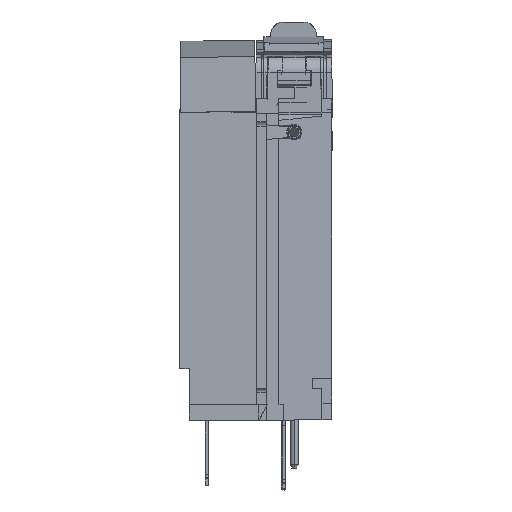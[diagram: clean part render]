
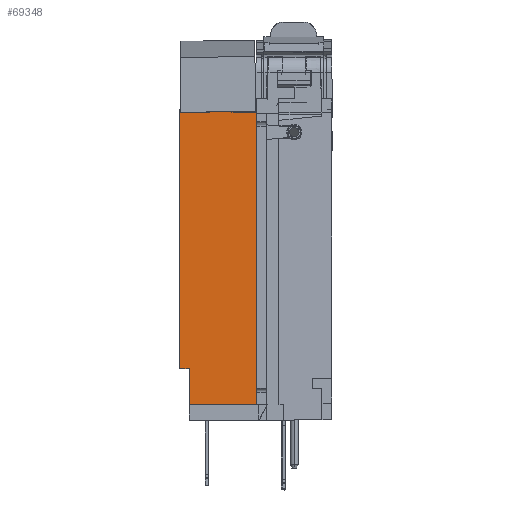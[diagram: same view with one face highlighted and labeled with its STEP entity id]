
A CAD part, left-side view. The second image highlights one B-rep face of the part: STEP entity #69348.
In plain terms, the highlighted planar face has unit normal (-1, 0, 0).
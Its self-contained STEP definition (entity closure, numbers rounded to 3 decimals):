
#67171=DIRECTION('',(0.,0.,1.));
#67172=VECTOR('',#67171,23.5);
#67173=CARTESIAN_POINT('',(-40.9,156.697,
-129.2));
#67174=LINE('',#67173,#67172);
#67178=DIRECTION('',(0.,0.,1.));
#67179=VECTOR('',#67178,167.);
#67180=CARTESIAN_POINT('',(-40.9,162.697,
-105.7));
#67181=LINE('',#67180,#67179);
#67185=DIRECTION('',(0.,-1.,0.));
#67186=VECTOR('',#67185,15.947);
#67187=CARTESIAN_POINT('',(-40.9,162.697,
61.3));
#67188=LINE('',#67187,#67186);
#67192=DIRECTION('',(0.,-1.,0.));
#67193=VECTOR('',#67192,16.059);
#67194=CARTESIAN_POINT('',(-40.9,128.756,
61.3));
#67195=LINE('',#67194,#67193);
#67199=DIRECTION('',(0.,0.,-1.));
#67200=VECTOR('',#67199,186.5);
#67201=CARTESIAN_POINT('',(-40.9,112.697,
61.3));
#67202=LINE('',#67201,#67200);
#67206=DIRECTION('',(0.,-0.009,-1.));
#67207=VECTOR('',#67206,4.);
#67208=CARTESIAN_POINT('',(-40.9,112.709,
-125.2));
#67209=LINE('',#67208,#67207);
#67234=DIRECTION('',(0.,-1.,0.));
#67235=VECTOR('',#67234,44.023);
#67236=CARTESIAN_POINT('',(-40.9,156.697,
-129.2));
#67237=LINE('',#67236,#67235);
#67738=DIRECTION('',(0.,-1.,0.));
#67739=VECTOR('',#67738,6.);
#67740=CARTESIAN_POINT('',(-40.9,162.697,
-105.7));
#67741=LINE('',#67740,#67739);
#67766=DIRECTION('',(0.,-0.048,-0.999));
#67767=VECTOR('',#67766,0.139);
#67768=CARTESIAN_POINT('',(-40.9,146.757,
61.439));
#67769=LINE('',#67768,#67767);
#67949=DIRECTION('',(0.,0.009,1.));
#67950=VECTOR('',#67949,0.296);
#67951=CARTESIAN_POINT('',(-40.9,128.756,
61.3));
#67952=LINE('',#67951,#67950);
#67984=DIRECTION('',(0.,1.,-0.009));
#67985=VECTOR('',#67984,17.999);
#67986=CARTESIAN_POINT('',(-40.9,128.758,
61.596));
#67987=LINE('',#67986,#67985);
#68781=CARTESIAN_POINT('',(-40.9,112.697,
61.3));
#68782=CARTESIAN_POINT('',(-40.9,112.709,
-125.2));
#68783=VERTEX_POINT('',#68781);
#68784=VERTEX_POINT('',#68782);
#68785=CARTESIAN_POINT('',(-40.9,112.674,
-129.2));
#68786=VERTEX_POINT('',#68785);
#68915=CARTESIAN_POINT('',(-40.9,146.75,
61.3));
#68916=VERTEX_POINT('',#68915);
#68917=CARTESIAN_POINT('',(-40.9,162.697,
61.3));
#68918=VERTEX_POINT('',#68917);
#68929=CARTESIAN_POINT('',(-40.9,162.697,
-105.7));
#68930=VERTEX_POINT('',#68929);
#68945=CARTESIAN_POINT('',(-40.9,146.757,
61.439));
#68946=VERTEX_POINT('',#68945);
#68947=CARTESIAN_POINT('',(-40.9,128.758,
61.596));
#68948=VERTEX_POINT('',#68947);
#68949=CARTESIAN_POINT('',(-40.9,128.756,
61.3));
#68950=VERTEX_POINT('',#68949);
#68951=CARTESIAN_POINT('',(-40.9,156.697,
-129.2));
#68952=CARTESIAN_POINT('',(-40.9,156.697,
-105.7));
#68953=VERTEX_POINT('',#68951);
#68954=VERTEX_POINT('',#68952);
#69321=CARTESIAN_POINT('',(-40.9,128.758,
61.596));
#69322=DIRECTION('',(-1.,0.,0.));
#69323=DIRECTION('',(0.,1.,-0.009));
#69324=AXIS2_PLACEMENT_3D('',#69321,#69322,#69323);
#69325=PLANE('',#69324);
#69327=ORIENTED_EDGE('',*,*,#69326,.F.);
#69329=ORIENTED_EDGE('',*,*,#69328,.T.);
#69331=ORIENTED_EDGE('',*,*,#69330,.F.);
#69332=ORIENTED_EDGE('',*,*,#69213,.T.);
#69333=ORIENTED_EDGE('',*,*,#69183,.T.);
#69335=ORIENTED_EDGE('',*,*,#69334,.F.);
#69337=ORIENTED_EDGE('',*,*,#69336,.F.);
#69339=ORIENTED_EDGE('',*,*,#69338,.F.);
#69341=ORIENTED_EDGE('',*,*,#69340,.T.);
#69343=ORIENTED_EDGE('',*,*,#69342,.T.);
#69345=ORIENTED_EDGE('',*,*,#69344,.T.);
#69346=EDGE_LOOP('',(#69327,#69329,#69331,#69332,#69333,#69335,#69337,#69339,
#69341,#69343,#69345));
#69347=FACE_OUTER_BOUND('',#69346,.F.);
#69183=EDGE_CURVE('',#68918,#68916,#67188,.T.);
#69213=EDGE_CURVE('',#68930,#68918,#67181,.T.);
#69326=EDGE_CURVE('',#68953,#68786,#67237,.T.);
#69328=EDGE_CURVE('',#68953,#68954,#67174,.T.);
#69330=EDGE_CURVE('',#68930,#68954,#67741,.T.);
#69334=EDGE_CURVE('',#68946,#68916,#67769,.T.);
#69336=EDGE_CURVE('',#68948,#68946,#67987,.T.);
#69338=EDGE_CURVE('',#68950,#68948,#67952,.T.);
#69340=EDGE_CURVE('',#68950,#68783,#67195,.T.);
#69342=EDGE_CURVE('',#68783,#68784,#67202,.T.);
#69344=EDGE_CURVE('',#68784,#68786,#67209,.T.);
#69348=ADVANCED_FACE('',(#69347),#69325,.T.);
